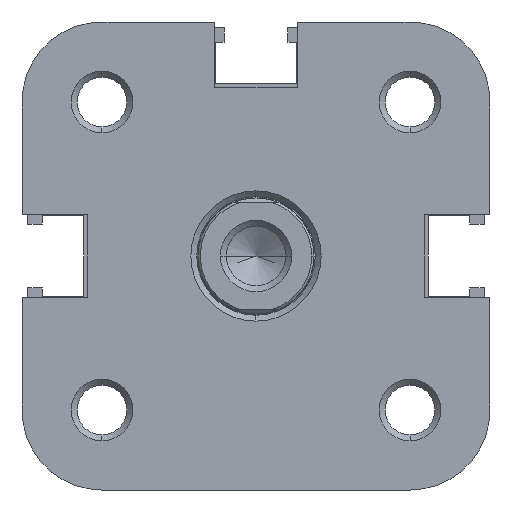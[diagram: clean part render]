
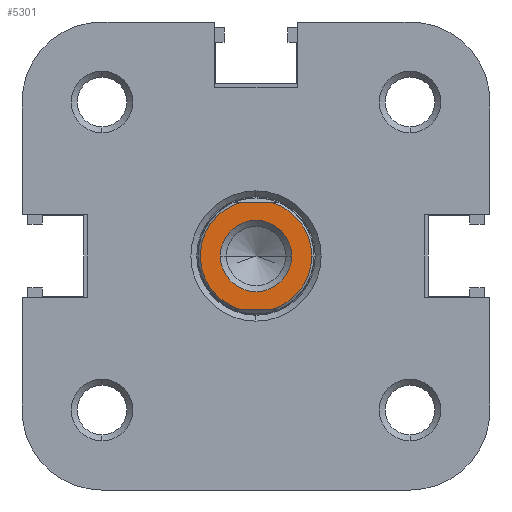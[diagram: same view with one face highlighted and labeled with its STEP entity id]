
A CAD part, left-side view. The second image highlights one B-rep face of the part: STEP entity #5301.
In plain terms, the highlighted face is planar.
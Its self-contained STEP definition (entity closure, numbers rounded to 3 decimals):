
#366 = VERTEX_POINT ( 'NONE', #725 ) ;
#478 = VERTEX_POINT ( 'NONE', #762 ) ;
#482 = VERTEX_POINT ( 'NONE', #765 ) ;
#503 = VERTEX_POINT ( 'NONE', #785 ) ;
#665 = EDGE_LOOP ( 'NONE', ( #4881, #4882, #4883, #4884, #4885 ) ) ;
#725 = CARTESIAN_POINT ( 'NONE',  ( 231., 0., -3. ) ) ;
#752 = EDGE_LOOP ( 'NONE', ( #4879, #4880 ) ) ;
#762 = CARTESIAN_POINT ( 'NONE',  ( 231., 0., 3. ) ) ;
#765 = CARTESIAN_POINT ( 'NONE',  ( 231., -4.5, 1.356 ) ) ;
#785 = CARTESIAN_POINT ( 'NONE',  ( 231., -4.5, -1.356 ) ) ;
#837 = CARTESIAN_POINT ( 'NONE',  ( 231., 0., -4.7 ) ) ;
#1434 = CARTESIAN_POINT ( 'NONE',  ( 231., 0., 0. ) ) ;
#1435 = PLANE ( 'NONE',  #6017 ) ;
#1436 = DIRECTION ( 'NONE',  ( -1., 0., 0. ) ) ;
#1437 = DIRECTION ( 'NONE',  ( 0., 0., -1. ) ) ;
#1662 = VERTEX_POINT ( 'NONE', #837 ) ;
#2687 = CIRCLE ( 'NONE', #6213, 3. ) ;
#2904 = CIRCLE ( 'NONE', #6268, 4.7 ) ;
#2947 = CIRCLE ( 'NONE', #6279, 4.7 ) ;
#2952 = LINE ( 'NONE', #3825, #2957 ) ;
#2956 = CIRCLE ( 'NONE', #6287, 4.7 ) ;
#2957 = VECTOR ( 'NONE', #3826, 1000. ) ;
#2959 = LINE ( 'NONE', #3835, #2961 ) ;
#2961 = VECTOR ( 'NONE', #3836, 1000. ) ;
#2963 = CIRCLE ( 'NONE', #6285, 3. ) ;
#3367 = CARTESIAN_POINT ( 'NONE',  ( 231., 0., 0. ) ) ;
#3369 = DIRECTION ( 'NONE',  ( 1., 0., 0. ) ) ;
#3370 = DIRECTION ( 'NONE',  ( 0., 0., -1. ) ) ;
#3698 = CARTESIAN_POINT ( 'NONE',  ( 231., 0., 0. ) ) ;
#3699 = DIRECTION ( 'NONE',  ( -1., 0., 0. ) ) ;
#3700 = DIRECTION ( 'NONE',  ( 0., 0., -1. ) ) ;
#3789 = CARTESIAN_POINT ( 'NONE',  ( 231., 0., 0. ) ) ;
#3791 = DIRECTION ( 'NONE',  ( -1., 0., 0. ) ) ;
#3792 = DIRECTION ( 'NONE',  ( 0., 0., -1. ) ) ;
#3811 = CARTESIAN_POINT ( 'NONE',  ( 231., 0., 0. ) ) ;
#3818 = DIRECTION ( 'NONE',  ( -1., 0., 0. ) ) ;
#3819 = DIRECTION ( 'NONE',  ( 0., 0., -1. ) ) ;
#3825 = CARTESIAN_POINT ( 'NONE',  ( 231., -4.5, -12.5 ) ) ;
#3826 = DIRECTION ( 'NONE',  ( 0., 0., 1. ) ) ;
#3828 = CARTESIAN_POINT ( 'NONE',  ( 231., 0., 0. ) ) ;
#3832 = DIRECTION ( 'NONE',  ( 1., 0., 0. ) ) ;
#3833 = DIRECTION ( 'NONE',  ( 0., 0., -1. ) ) ;
#3835 = CARTESIAN_POINT ( 'NONE',  ( 231., 4.5, -12.5 ) ) ;
#3836 = DIRECTION ( 'NONE',  ( 0., 0., 1. ) ) ;
#3894 = CARTESIAN_POINT ( 'NONE',  ( 231., 4.5, 1.356 ) ) ;
#3910 = CARTESIAN_POINT ( 'NONE',  ( 231., 4.5, -1.356 ) ) ;
#4879 = ORIENTED_EDGE ( 'NONE', *, *, #5876, .F. ) ;
#4880 = ORIENTED_EDGE ( 'NONE', *, *, #5691, .F. ) ;
#4881 = ORIENTED_EDGE ( 'NONE', *, *, #5877, .T. ) ;
#4882 = ORIENTED_EDGE ( 'NONE', *, *, #5871, .F. ) ;
#4883 = ORIENTED_EDGE ( 'NONE', *, *, #5874, .F. ) ;
#4884 = ORIENTED_EDGE ( 'NONE', *, *, #5862, .F. ) ;
#4885 = ORIENTED_EDGE ( 'NONE', *, *, #5828, .F. ) ;
#5152 = FACE_BOUND ( 'NONE', #752, .T. ) ;
#5161 = FACE_OUTER_BOUND ( 'NONE', #665, .T. ) ;
#5301 = ADVANCED_FACE ( 'NONE', ( #5152, #5161 ), #1435, .F. ) ;
#5691 = EDGE_CURVE ( 'NONE', #366, #478, #2687, .T. ) ;
#5828 = EDGE_CURVE ( 'NONE', #6354, #1662, #2904, .T. ) ;
#5862 = EDGE_CURVE ( 'NONE', #1662, #503, #2947, .T. ) ;
#5871 = EDGE_CURVE ( 'NONE', #482, #6329, #2956, .T. ) ;
#5874 = EDGE_CURVE ( 'NONE', #503, #482, #2952, .T. ) ;
#5876 = EDGE_CURVE ( 'NONE', #478, #366, #2963, .T. ) ;
#5877 = EDGE_CURVE ( 'NONE', #6354, #6329, #2959, .T. ) ;
#6017 = AXIS2_PLACEMENT_3D ( 'NONE', #1434, #1436, #1437 ) ;
#6213 = AXIS2_PLACEMENT_3D ( 'NONE', #3367, #3369, #3370 ) ;
#6268 = AXIS2_PLACEMENT_3D ( 'NONE', #3698, #3699, #3700 ) ;
#6279 = AXIS2_PLACEMENT_3D ( 'NONE', #3789, #3791, #3792 ) ;
#6285 = AXIS2_PLACEMENT_3D ( 'NONE', #3828, #3832, #3833 ) ;
#6287 = AXIS2_PLACEMENT_3D ( 'NONE', #3811, #3818, #3819 ) ;
#6329 = VERTEX_POINT ( 'NONE', #3894 ) ;
#6354 = VERTEX_POINT ( 'NONE', #3910 ) ;
